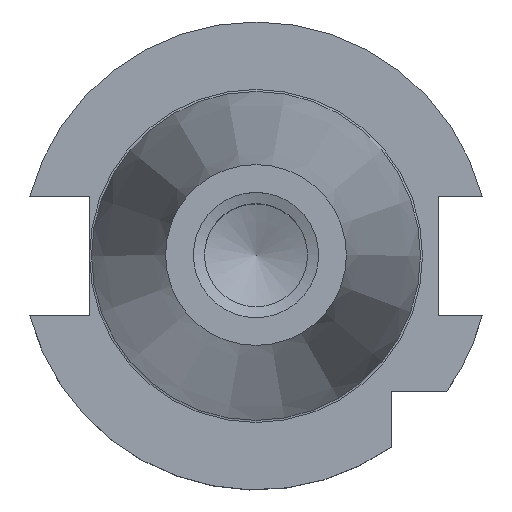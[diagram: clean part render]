
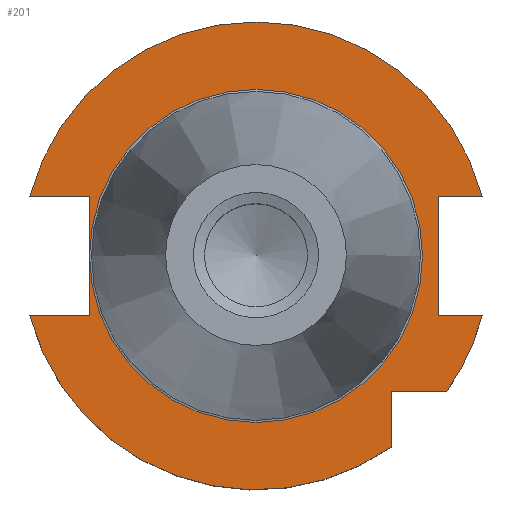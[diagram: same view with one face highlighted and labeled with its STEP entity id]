
A CAD part, top view. The second image highlights one B-rep face of the part: STEP entity #201.
In plain terms, the highlighted planar face has unit normal (0, 0, 1).
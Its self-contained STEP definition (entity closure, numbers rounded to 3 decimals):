
#122=FACE_OUTER_BOUND('',#353,.T.);
#201=ADVANCED_FACE('',(#122),#258,.F.);
#258=PLANE('',#1078);
#353=EDGE_LOOP('',(#528,#529,#530,#531,#532,#533,#534,#535,#536,#537,#538,#539,#540));
#446=CIRCLE('',#1067,31.75);
#448=CIRCLE('',#1070,31.75);
#450=CIRCLE('',#1073,31.75);
#452=CIRCLE('',#1077,22.6);
#528=ORIENTED_EDGE('',*,*,#859,.F.);
#529=ORIENTED_EDGE('',*,*,#860,.T.);
#530=ORIENTED_EDGE('',*,*,#861,.T.);
#531=ORIENTED_EDGE('',*,*,#862,.T.);
#532=ORIENTED_EDGE('',*,*,#863,.T.);
#533=ORIENTED_EDGE('',*,*,#851,.T.);
#534=ORIENTED_EDGE('',*,*,#864,.T.);
#535=ORIENTED_EDGE('',*,*,#865,.F.);
#536=ORIENTED_EDGE('',*,*,#855,.F.);
#537=ORIENTED_EDGE('',*,*,#866,.F.);
#538=ORIENTED_EDGE('',*,*,#867,.F.);
#539=ORIENTED_EDGE('',*,*,#868,.T.);
#540=ORIENTED_EDGE('',*,*,#847,.F.);
#754=VERTEX_POINT('',#1510);
#756=VERTEX_POINT('',#1514);
#757=VERTEX_POINT('',#1518);
#760=VERTEX_POINT('',#1523);
#762=VERTEX_POINT('',#1528);
#764=VERTEX_POINT('',#1532);
#767=VERTEX_POINT('',#1542);
#768=VERTEX_POINT('',#1544);
#769=VERTEX_POINT('',#1547);
#770=VERTEX_POINT('',#1550);
#771=VERTEX_POINT('',#1553);
#772=VERTEX_POINT('',#1555);
#847=EDGE_CURVE('',#756,#754,#446,.T.);
#851=EDGE_CURVE('',#757,#760,#448,.T.);
#855=EDGE_CURVE('',#764,#762,#450,.T.);
#859=EDGE_CURVE('',#767,#756,#966,.T.);
#860=EDGE_CURVE('',#767,#768,#967,.T.);
#861=EDGE_CURVE('',#768,#768,#452,.T.);
#862=EDGE_CURVE('',#768,#769,#968,.T.);
#863=EDGE_CURVE('',#769,#757,#969,.T.);
#864=EDGE_CURVE('',#760,#770,#970,.T.);
#865=EDGE_CURVE('',#762,#770,#971,.T.);
#866=EDGE_CURVE('',#771,#764,#972,.T.);
#867=EDGE_CURVE('',#772,#771,#973,.T.);
#868=EDGE_CURVE('',#772,#754,#974,.T.);
#966=LINE('',#1541,#1018);
#967=LINE('',#1543,#1019);
#968=LINE('',#1546,#1020);
#969=LINE('',#1548,#1021);
#970=LINE('',#1549,#1022);
#971=LINE('',#1551,#1023);
#972=LINE('',#1552,#1024);
#973=LINE('',#1554,#1025);
#974=LINE('',#1556,#1026);
#1018=VECTOR('',#1238,1.0);
#1019=VECTOR('',#1239,1.0);
#1020=VECTOR('',#1242,1.0);
#1021=VECTOR('',#1243,1.0);
#1022=VECTOR('',#1244,1.0);
#1023=VECTOR('',#1245,1.0);
#1024=VECTOR('',#1246,1.0);
#1025=VECTOR('',#1247,1.0);
#1026=VECTOR('',#1248,1.0);
#1067=AXIS2_PLACEMENT_3D('',#1515,#1212,#1213);
#1070=AXIS2_PLACEMENT_3D('',#1524,#1220,#1221);
#1073=AXIS2_PLACEMENT_3D('',#1533,#1228,#1229);
#1077=AXIS2_PLACEMENT_3D('',#1545,#1240,#1241);
#1078=AXIS2_PLACEMENT_3D('',#1557,#1249,#1250);
#1212=DIRECTION('',(0.0,0.0,-1.0));
#1213=DIRECTION('',(1.0,0.0,0.0));
#1220=DIRECTION('',(0.0,0.0,1.0));
#1221=DIRECTION('',(1.0,0.0,0.0));
#1228=DIRECTION('',(0.0,0.0,-1.0));
#1229=DIRECTION('',(1.0,0.0,0.0));
#1238=DIRECTION('',(-1.0,0.0,0.0));
#1239=DIRECTION('',(0.0,-1.0,0.0));
#1240=DIRECTION('',(0.0,0.0,-1.0));
#1241=DIRECTION('',(1.0,0.0,0.0));
#1242=DIRECTION('',(0.0,-1.0,0.0));
#1243=DIRECTION('',(-1.0,0.0,0.0));
#1244=DIRECTION('',(0.0,1.0,0.0));
#1245=DIRECTION('',(-1.0,0.0,0.0));
#1246=DIRECTION('',(1.0,0.0,0.0));
#1247=DIRECTION('',(0.0,-1.0,0.0));
#1248=DIRECTION('',(1.0,0.0,0.0));
#1249=DIRECTION('',(0.0,0.0,-1.0));
#1250=DIRECTION('',(1.0,0.0,0.0));
#1510=CARTESIAN_POINT('',(30.701,8.095,-3.2));
#1514=CARTESIAN_POINT('',(-30.701,8.095,-3.2));
#1515=CARTESIAN_POINT('',(0.0,0.0,-3.2));
#1518=CARTESIAN_POINT('',(-30.701,-8.095,-3.2));
#1523=CARTESIAN_POINT('',(18.35,-25.91,-3.2));
#1524=CARTESIAN_POINT('',(0.0,0.0,-3.2));
#1528=CARTESIAN_POINT('',(25.91,-18.35,-3.2));
#1532=CARTESIAN_POINT('',(30.701,-8.095,-3.2));
#1533=CARTESIAN_POINT('',(0.0,0.0,-3.2));
#1541=CARTESIAN_POINT('',(0.0,8.095,-3.2));
#1542=CARTESIAN_POINT('',(-22.6,8.095,-3.2));
#1543=CARTESIAN_POINT('',(-22.6,-22.0,-3.2));
#1544=CARTESIAN_POINT('',(-22.6,0.0,-3.2));
#1545=CARTESIAN_POINT('',(0.0,0.0,-3.2));
#1546=CARTESIAN_POINT('',(-22.6,-22.0,-3.2));
#1547=CARTESIAN_POINT('',(-22.6,-8.095,-3.2));
#1548=CARTESIAN_POINT('',(-41.75,-8.095,-3.2));
#1549=CARTESIAN_POINT('',(18.35,-22.0,-3.2));
#1550=CARTESIAN_POINT('',(18.35,-18.35,-3.2));
#1551=CARTESIAN_POINT('',(0.0,-18.35,-3.2));
#1552=CARTESIAN_POINT('',(0.0,-8.095,-3.2));
#1553=CARTESIAN_POINT('',(24.8,-8.095,-3.2));
#1554=CARTESIAN_POINT('',(24.8,-22.0,-3.2));
#1555=CARTESIAN_POINT('',(24.8,8.095,-3.2));
#1556=CARTESIAN_POINT('',(41.75,8.095,-3.2));
#1557=CARTESIAN_POINT('',(0.0,-22.0,-3.2));
